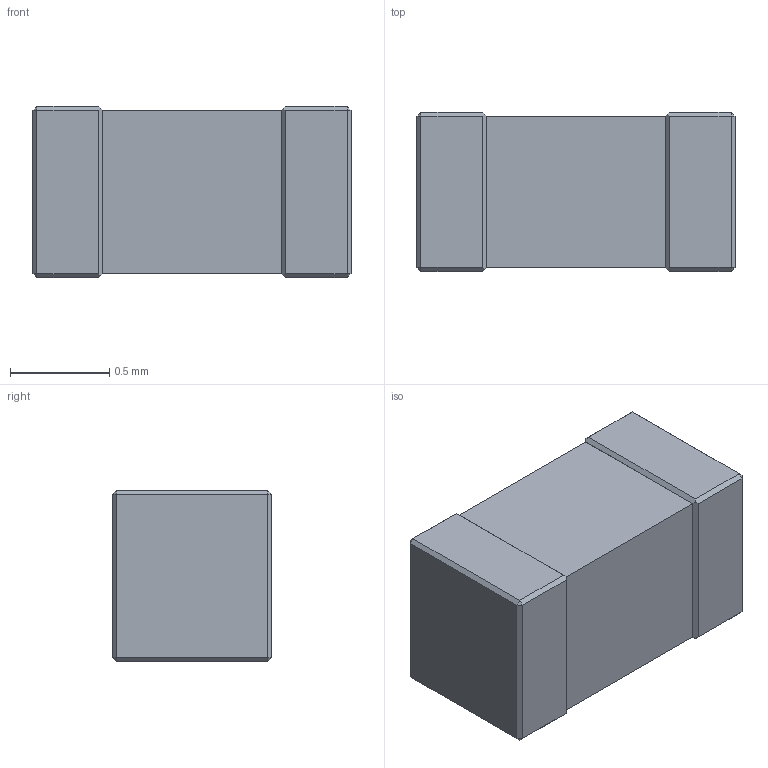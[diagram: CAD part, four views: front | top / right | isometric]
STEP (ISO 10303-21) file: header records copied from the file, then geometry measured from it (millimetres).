
FILE_DESCRIPTION(('for SolidWorks'),'2;1');
FILE_NAME('cap_0603.step', '2016-05-24T21:41:03',('Alex'),(''),'Open CASCADE STEP processor 6.6', 'DipTrace','Unknown');
FILE_SCHEMA(('AUTOMOTIVE_DESIGN { 1 0 10303 214 1 1 1 1 }'));
Length unit declared in the file: millimetre
Products named in the file (1): CAP_0603
Bounding box: 1.6 x 0.8 x 0.86 mm (x, y, z)
Volume: 1 mm3; surface area: 6.5 mm2
Topology: 1 solids, 1 shells, 47 faces, 104 edges, 60 vertices
Faces by surface type: plane 47
Entity records: 1576 total; most frequent: CARTESIAN_POINT 212, ORIENTED_EDGE 208, DIRECTION 200, EDGE_CURVE 104, LINE 104, VECTOR 104, VERTEX_POINT 60, AXIS2_PLACEMENT_3D 48
